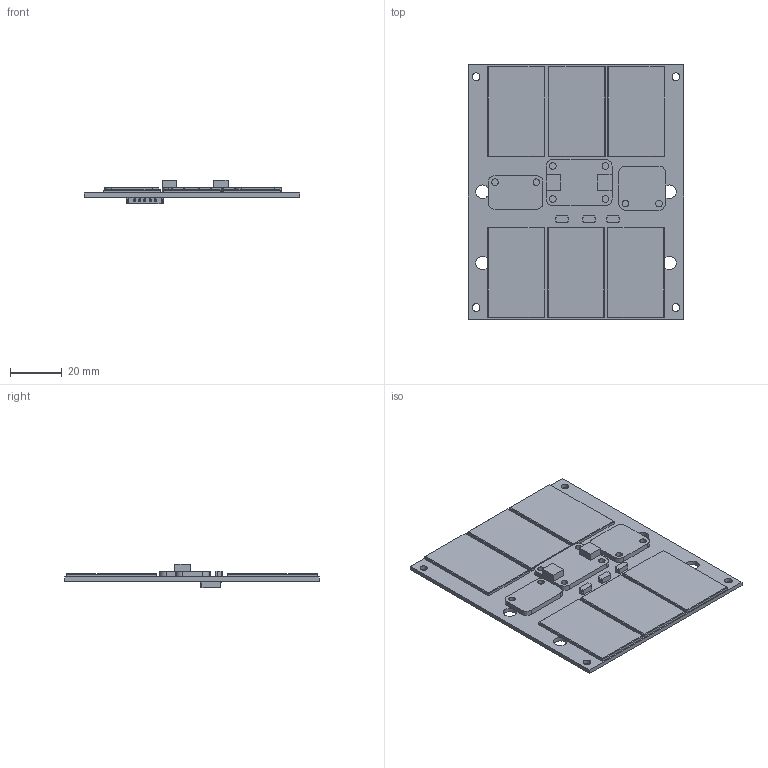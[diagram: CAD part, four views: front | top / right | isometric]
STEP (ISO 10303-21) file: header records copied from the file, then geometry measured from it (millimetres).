
FILE_DESCRIPTION(('KiCad electronic assembly'),'2;1');
FILE_NAME('solar-panel-side-XY.step','2022-05-06T20:47:50',('An Author') ,('A Company'),'Open CASCADE STEP processor 6.9', 'KiCad to STEP converter','Unknown');
FILE_SCHEMA(('AUTOMOTIVE_DESIGN { 1 0 10303 214 1 1 1 1 }'));
Length unit declared in the file: millimetre
Products named in the file (14): Open CASCADE STEP translator 6.9 1; MCP9808; SOLID; DRV2605L; APDS9960; SM101K07TF; 2053380005; COMPOUND; CDBA240LL-HF
Assembly tree (20 placements, depth 3):
  Open CASCADE STEP translator 6.9 1
    MCP9808
      SOLID
    DRV2605L
      SOLID
    APDS9960
      SOLID
    SM101K07TF  x6
      SOLID
    2053380005
      COMPOUND
    CDBA240LL-HF  x3
      SOLID
    COMPOUND
Bounding box: 83 x 98 x 9.13 mm (x, y, z)
Volume: 20288.7 mm3; surface area: 29879.4 mm2
Topology: 14 solids, 14 shells, 546 faces, 1535 edges, 1032 vertices
Faces by surface type: plane 426, cylinder 110, sphere 10
Full cylindrical faces by diameter (mm): 2 x12, 2.95 x4, 5.25 x4
Entity records: 33790 total; most frequent: CARTESIAN_POINT 6364, DIRECTION 5138, LINE 3603, VECTOR 3603, ORIENTED_EDGE 2670, PCURVE 2670, DEFINITIONAL_REPRESENTATION 2670, EDGE_CURVE 1335
